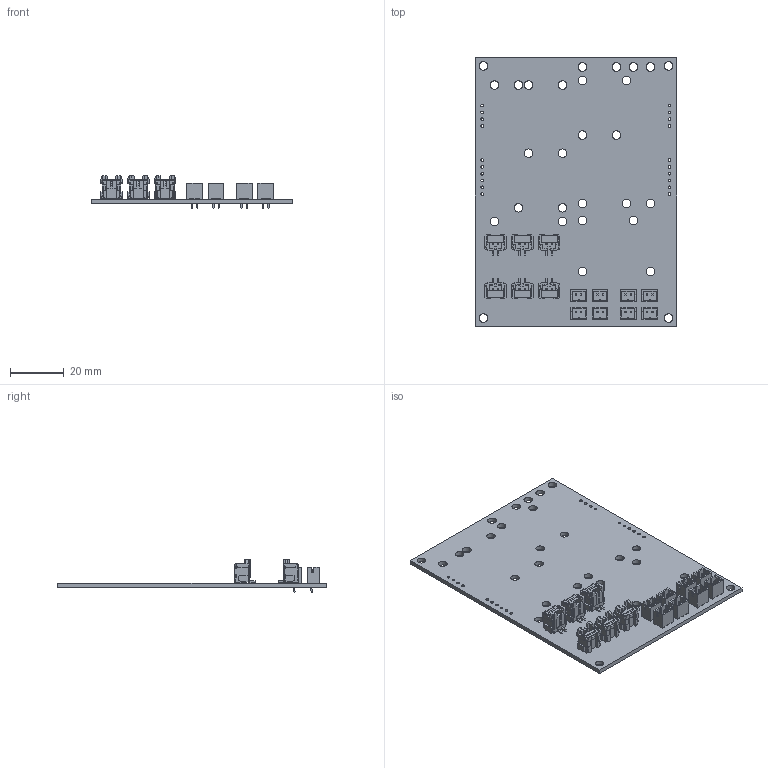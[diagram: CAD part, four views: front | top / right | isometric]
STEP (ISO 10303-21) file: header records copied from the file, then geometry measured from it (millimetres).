
FILE_DESCRIPTION(('KiCad electronic assembly'),'2;1');
FILE_NAME('TARS-MK3-COTSMOUNT_v3.1.step','2022-10-13T17:18:44',('Pcbnew' ),('Kicad'),'Open CASCADE STEP processor 7.6', 'KiCad to STEP converter','Unknown');
FILE_SCHEMA(('AUTOMOTIVE_DESIGN { 1 0 10303 214 1 1 1 1 }'));
Length unit declared in the file: millimetre
Products named in the file (6): TARS-MK3-COTSMOUNT_v3.1 1; 5055750271; COMPOUND; JST_PH_B2B-PH-K_1x02_P2.00mm_Vertical; SOLID; TARS-MK3-COTSMOUNT_v3.1 PCB
Assembly tree (17 placements, depth 3):
  TARS-MK3-COTSMOUNT_v3.1 1
    5055750271  x6
      COMPOUND
    JST_PH_B2B-PH-K_1x02_P2.00mm_Vertical  x8
      SOLID
    TARS-MK3-COTSMOUNT_v3.1 PCB
Bounding box: 75 x 100 x 12.12 mm (x, y, z)
Volume: 13447.6 mm3; surface area: 20989.3 mm2
Topology: 21 solids, 21 shells, 2123 faces, 6095 edges, 4002 vertices
Faces by surface type: bspline 2052, cylinder 65, plane 6
Full cylindrical faces by diameter (mm): 0.75 x16, 1 x20, 3.2 x29
Entity records: 25603 total; most frequent: CARTESIAN_POINT 8888, B_SPLINE_CURVE_WITH_KNOTS 2680, ORIENTED_EDGE 2206, PCURVE 2206, DEFINITIONAL_REPRESENTATION 2206, EDGE_CURVE 1103, SURFACE_CURVE 1038, DIRECTION 799
